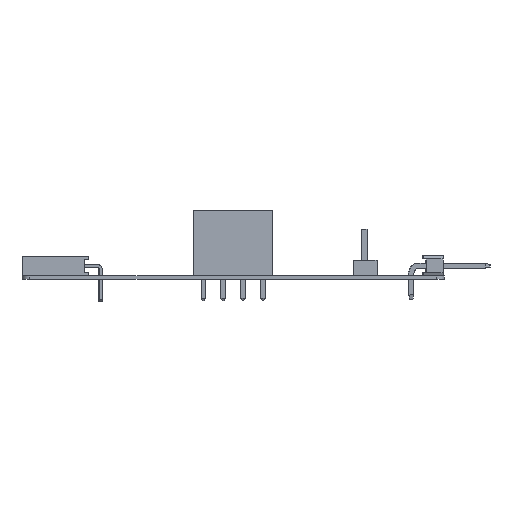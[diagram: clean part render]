
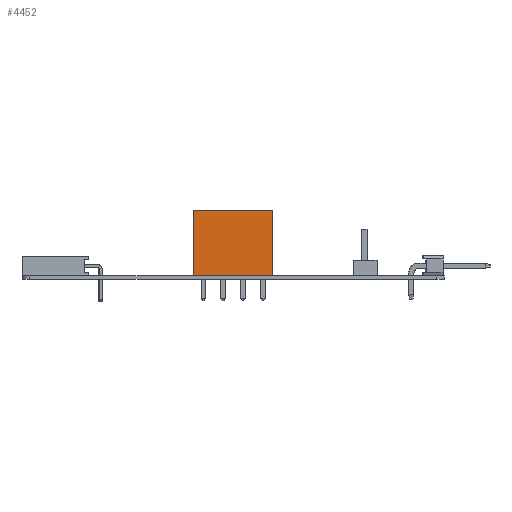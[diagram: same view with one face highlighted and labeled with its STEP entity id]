
A CAD part, front view. The second image highlights one B-rep face of the part: STEP entity #4452.
In plain terms, the highlighted planar face has unit normal (0, -1, 0).
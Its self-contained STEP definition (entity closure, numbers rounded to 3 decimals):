
#4160 = EDGE_CURVE('',#4161,#4163,#4165,.T.);
#4161 = VERTEX_POINT('',#4162);
#4162 = CARTESIAN_POINT('',(8.89,-1.27,8.4));
#4163 = VERTEX_POINT('',#4164);
#4164 = CARTESIAN_POINT('',(8.89,-1.27,0.));
#4165 = LINE('',#4166,#4167);
#4166 = CARTESIAN_POINT('',(8.89,-1.27,0.));
#4167 = VECTOR('',#4168,1.);
#4168 = DIRECTION('',(0.,0.,-1.));
#4257 = EDGE_CURVE('',#4258,#4161,#4260,.T.);
#4258 = VERTEX_POINT('',#4259);
#4259 = CARTESIAN_POINT('',(-1.27,-1.27,8.4));
#4260 = LINE('',#4261,#4262);
#4261 = CARTESIAN_POINT('',(0.,-1.27,8.4));
#4262 = VECTOR('',#4263,1.);
#4263 = DIRECTION('',(1.,0.,0.));
#4410 = VERTEX_POINT('',#4411);
#4411 = CARTESIAN_POINT('',(-1.27,-1.27,0.));
#4417 = EDGE_CURVE('',#4410,#4258,#4418,.T.);
#4418 = LINE('',#4419,#4420);
#4419 = CARTESIAN_POINT('',(-1.27,-1.27,0.));
#4420 = VECTOR('',#4421,1.);
#4421 = DIRECTION('',(0.,0.,1.));
#4452 = ADVANCED_FACE('',(#4453),#4464,.T.);
#4453 = FACE_BOUND('',#4454,.T.);
#4454 = EDGE_LOOP('',(#4455,#4456,#4457,#4463));
#4455 = ORIENTED_EDGE('',*,*,#4257,.F.);
#4456 = ORIENTED_EDGE('',*,*,#4417,.F.);
#4457 = ORIENTED_EDGE('',*,*,#4458,.T.);
#4458 = EDGE_CURVE('',#4410,#4163,#4459,.T.);
#4459 = LINE('',#4460,#4461);
#4460 = CARTESIAN_POINT('',(-1.27,-1.27,0.));
#4461 = VECTOR('',#4462,1.);
#4462 = DIRECTION('',(1.,0.,0.));
#4463 = ORIENTED_EDGE('',*,*,#4160,.F.);
#4464 = PLANE('',#4465);
#4465 = AXIS2_PLACEMENT_3D('',#4466,#4467,#4468);
#4466 = CARTESIAN_POINT('',(-1.27,-1.27,0.));
#4467 = DIRECTION('',(0.,-1.,0.));
#4468 = DIRECTION('',(0.,0.,-1.));
